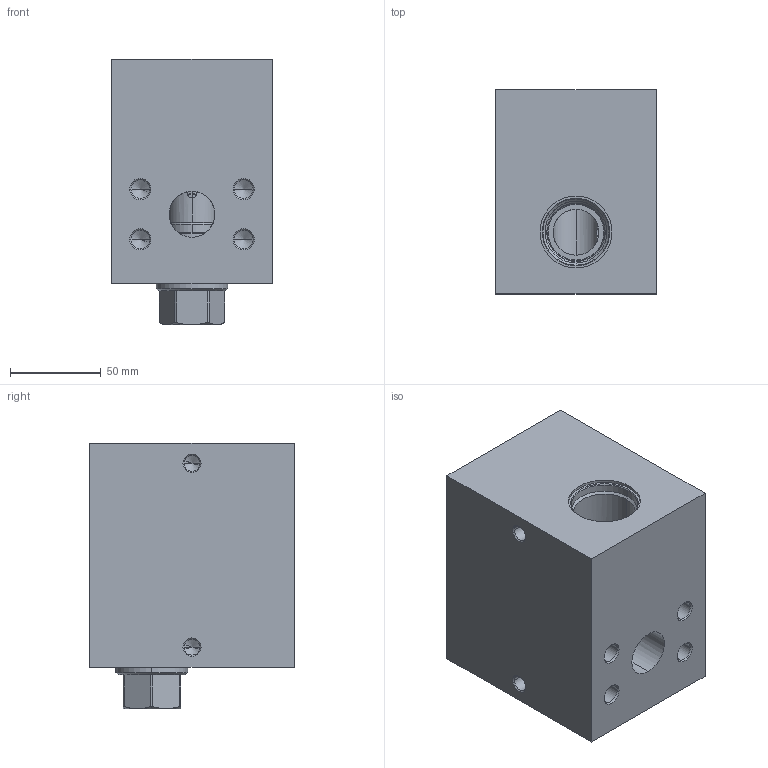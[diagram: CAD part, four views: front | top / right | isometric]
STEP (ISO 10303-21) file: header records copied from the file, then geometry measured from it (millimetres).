
FILE_DESCRIPTION((''),'2;1');
FILE_NAME('IN4_ASM','2023-11-10T',('ProEService'),(''),'PRO/ENGINEER BY PARAMETRIC TECHNOLOGY CORPORATION, 2014200','PRO/ENGINEER BY PARAMETRIC TECHNOLOGY CORPORATION, 2014200','');
FILE_SCHEMA(('CONFIG_CONTROL_DESIGN'));
Length unit declared in the file: inch
Products named in the file (3): 151-944-001; CXHAXAN; IN4_ASM
Assembly tree (2 placements, depth 2):
  IN4_ASM
    151-944-001
    CXHAXAN
Bounding box: 88.9 x 112.73 x 146.86 mm (x, y, z)
Volume: 1082781.2 mm3; surface area: 122365.7 mm2
Topology: 4 solids, 4 shells, 267 faces, 841 edges, 678 vertices
Faces by surface type: cylinder 117, cone 84, plane 39, torus 19, revolution 8
Entity records: 10657 total; most frequent: CARTESIAN_POINT 3330, DIRECTION 1584, ORIENTED_EDGE 1230, EDGE_CURVE 615, AXIS2_PLACEMENT_3D 574, VECTOR 428, LINE 428, VERTEX_POINT 374
